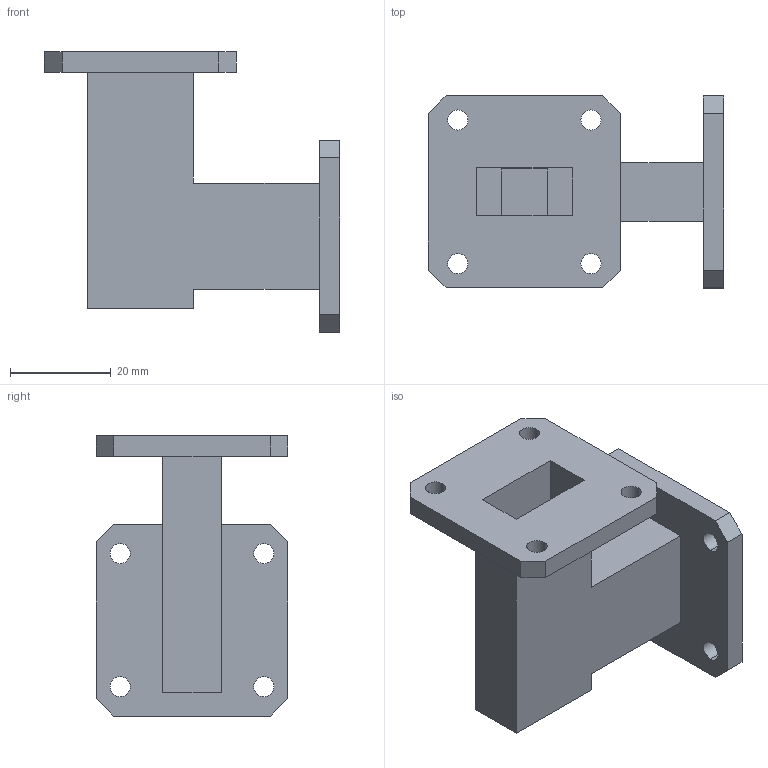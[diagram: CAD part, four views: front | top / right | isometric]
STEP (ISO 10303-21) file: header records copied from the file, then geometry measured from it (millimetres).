
FILE_DESCRIPTION(('STEP AP214'),'1');
FILE_NAME('wrToWrTE20_irises.stp','2018-10-30T14:10:12',('migue'),(' '),'Spatial InterOp 3D','CST ACIS InterOp Converter 2016',' ');
FILE_SCHEMA(('automotive_design'));
Length unit declared in the file: millimetre
Products named in the file (1): waveguide|metal
Bounding box: 58.58 x 38.1 x 55.6 mm (x, y, z)
Volume: 14101 mm3; surface area: 15640.6 mm2
Topology: 1 solids, 1 shells, 60 faces, 168 edges, 112 vertices
Faces by surface type: plane 44, cylinder 16
Entity records: 2465 total; most frequent: CARTESIAN_POINT 341, ORIENTED_EDGE 336, DIRECTION 322, EDGE_CURVE 168, LINE 136, VECTOR 136, VERTEX_POINT 112, AXIS2_PLACEMENT_3D 93
